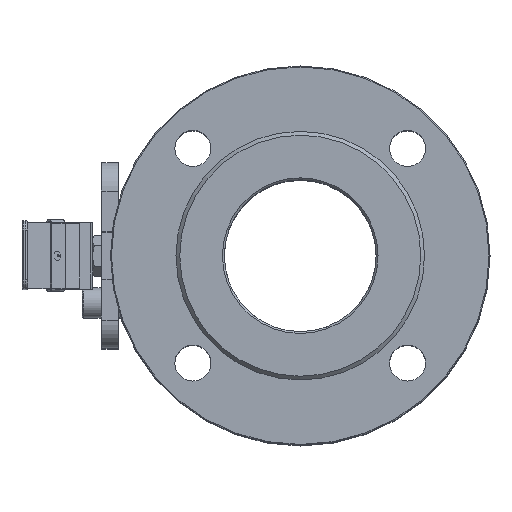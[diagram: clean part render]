
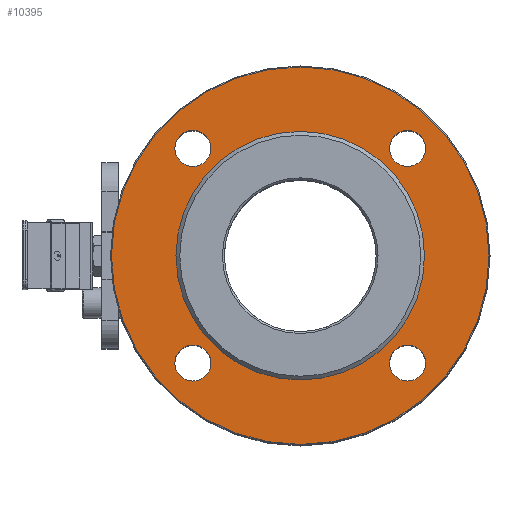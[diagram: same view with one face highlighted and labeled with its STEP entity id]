
A CAD part, top view. The second image highlights one B-rep face of the part: STEP entity #10395.
In plain terms, the highlighted planar face has unit normal (0, 0, 1).
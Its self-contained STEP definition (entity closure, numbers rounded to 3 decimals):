
#416=CIRCLE('',#11421,99.5);
#417=CIRCLE('',#11423,65.5);
#418=CIRCLE('',#11424,9.5);
#419=CIRCLE('',#11425,9.5);
#420=CIRCLE('',#11426,9.5);
#421=CIRCLE('',#11427,9.5);
#745=FACE_BOUND('',#1967,.T.);
#746=FACE_BOUND('',#1968,.T.);
#747=FACE_BOUND('',#1969,.T.);
#748=FACE_BOUND('',#1970,.T.);
#749=FACE_BOUND('',#1971,.T.);
#894=PLANE('',#11422);
#1340=FACE_OUTER_BOUND('',#1966,.T.);
#1966=EDGE_LOOP('',(#7534));
#1967=EDGE_LOOP('',(#7535));
#1968=EDGE_LOOP('',(#7536));
#1969=EDGE_LOOP('',(#7537));
#1970=EDGE_LOOP('',(#7538));
#1971=EDGE_LOOP('',(#7539));
#4579=VERTEX_POINT('',#17288);
#4580=VERTEX_POINT('',#17292);
#4581=VERTEX_POINT('',#17294);
#4582=VERTEX_POINT('',#17296);
#4583=VERTEX_POINT('',#17298);
#4584=VERTEX_POINT('',#17300);
#5669=EDGE_CURVE('',#4579,#4579,#416,.T.);
#5670=EDGE_CURVE('',#4580,#4580,#417,.T.);
#5671=EDGE_CURVE('',#4581,#4581,#418,.T.);
#5672=EDGE_CURVE('',#4582,#4582,#419,.T.);
#5673=EDGE_CURVE('',#4583,#4583,#420,.T.);
#5674=EDGE_CURVE('',#4584,#4584,#421,.T.);
#7534=ORIENTED_EDGE('',*,*,#5669,.F.);
#7535=ORIENTED_EDGE('',*,*,#5670,.F.);
#7536=ORIENTED_EDGE('',*,*,#5671,.F.);
#7537=ORIENTED_EDGE('',*,*,#5672,.F.);
#7538=ORIENTED_EDGE('',*,*,#5673,.F.);
#7539=ORIENTED_EDGE('',*,*,#5674,.F.);
#10395=ADVANCED_FACE('',(#1340,#745,#746,#747,#748,#749),#894,.F.);
#11421=AXIS2_PLACEMENT_3D('',#17290,#13081,#13082);
#11422=AXIS2_PLACEMENT_3D('',#17291,#13083,#13084);
#11423=AXIS2_PLACEMENT_3D('',#17293,#13085,#13086);
#11424=AXIS2_PLACEMENT_3D('',#17295,#13087,#13088);
#11425=AXIS2_PLACEMENT_3D('',#17297,#13089,#13090);
#11426=AXIS2_PLACEMENT_3D('',#17299,#13091,#13092);
#11427=AXIS2_PLACEMENT_3D('',#17301,#13093,#13094);
#13081=DIRECTION('center_axis',(0.,0.,-1.));
#13082=DIRECTION('ref_axis',(1.,0.,0.));
#13083=DIRECTION('center_axis',(0.,0.,-1.));
#13084=DIRECTION('ref_axis',(-1.,0.,0.));
#13085=DIRECTION('center_axis',(0.,0.,1.));
#13086=DIRECTION('ref_axis',(-1.,0.,0.));
#13087=DIRECTION('center_axis',(0.,0.,1.));
#13088=DIRECTION('ref_axis',(1.,0.,0.));
#13089=DIRECTION('center_axis',(0.,0.,1.));
#13090=DIRECTION('ref_axis',(1.,0.,0.));
#13091=DIRECTION('center_axis',(0.,0.,1.));
#13092=DIRECTION('ref_axis',(1.,0.,0.));
#13093=DIRECTION('center_axis',(0.,0.,1.));
#13094=DIRECTION('ref_axis',(1.,0.,0.));
#17288=CARTESIAN_POINT('',(99.5,0.,-2.));
#17290=CARTESIAN_POINT('Origin',(0.,0.,-2.));
#17291=CARTESIAN_POINT('Origin',(0.,0.,-2.));
#17292=CARTESIAN_POINT('',(65.5,0.,-2.));
#17293=CARTESIAN_POINT('Origin',(0.,0.,-2.));
#17294=CARTESIAN_POINT('',(47.069,-56.569,-2.));
#17295=CARTESIAN_POINT('Origin',(56.569,-56.569,-2.));
#17296=CARTESIAN_POINT('',(47.069,56.569,-2.));
#17297=CARTESIAN_POINT('Origin',(56.569,56.569,-2.));
#17298=CARTESIAN_POINT('',(-66.069,56.569,-2.));
#17299=CARTESIAN_POINT('Origin',(-56.569,56.569,-2.));
#17300=CARTESIAN_POINT('',(-66.069,-56.569,-2.));
#17301=CARTESIAN_POINT('Origin',(-56.569,-56.569,-2.));
